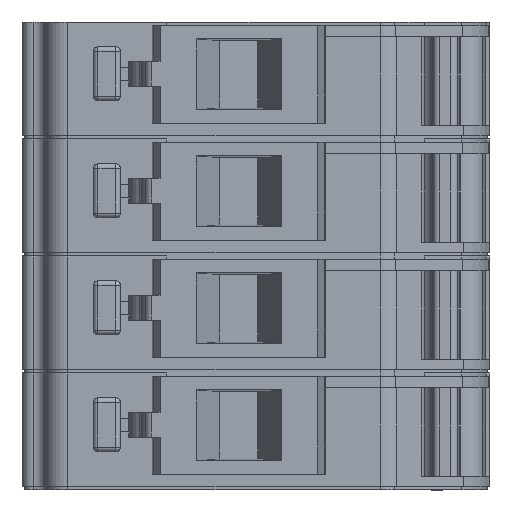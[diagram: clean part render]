
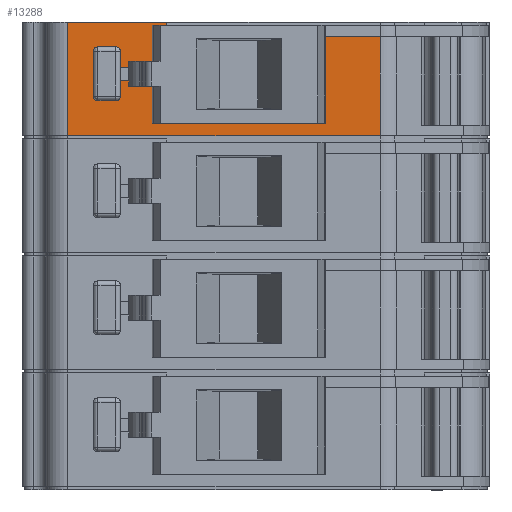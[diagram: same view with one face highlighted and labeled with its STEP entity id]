
A CAD part, front view. The second image highlights one B-rep face of the part: STEP entity #13288.
In plain terms, the highlighted planar face has unit normal (0, -1, 0).
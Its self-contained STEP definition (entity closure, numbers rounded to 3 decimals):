
#944 = CARTESIAN_POINT ( 'NONE',  ( -46.522, 13.714, 14.487 ) ) ;
#996 = DIRECTION ( 'NONE',  ( 1., 0., 0. ) ) ;
#1349 = VECTOR ( 'NONE', #35072, 1000. ) ;
#1717 = EDGE_CURVE ( 'NONE', #7472, #29744, #15586, .T. ) ;
#1973 = CARTESIAN_POINT ( 'NONE',  ( -45.872, 13.714, 14.537 ) ) ;
#1981 = LINE ( 'NONE', #12388, #24549 ) ;
#2180 = ORIENTED_EDGE ( 'NONE', *, *, #30155, .F. ) ;
#2685 = CARTESIAN_POINT ( 'NONE',  ( -36.379, 13.714, 12.937 ) ) ;
#2769 = VERTEX_POINT ( 'NONE', #11803 ) ;
#3177 = VERTEX_POINT ( 'NONE', #20000 ) ;
#3192 = CARTESIAN_POINT ( 'NONE',  ( -38.822, 13.714, 10.037 ) ) ;
#3702 = EDGE_CURVE ( 'NONE', #29744, #9956, #8089, .T. ) ;
#4758 = LINE ( 'NONE', #7184, #24545 ) ;
#5047 = LINE ( 'NONE', #2685, #25300 ) ;
#5061 = LINE ( 'NONE', #26625, #1349 ) ;
#5126 = VERTEX_POINT ( 'NONE', #28800 ) ;
#6153 = ORIENTED_EDGE ( 'NONE', *, *, #15174, .F. ) ;
#6600 = CARTESIAN_POINT ( 'NONE',  ( -36.379, 13.714, 9.487 ) ) ;
#6700 = EDGE_CURVE ( 'NONE', #13352, #3177, #32227, .T. ) ;
#6917 = CARTESIAN_POINT ( 'NONE',  ( -48.234, 13.714, 11.537 ) ) ;
#7071 = VERTEX_POINT ( 'NONE', #17958 ) ;
#7184 = CARTESIAN_POINT ( 'NONE',  ( -45.872, 13.714, 9.337 ) ) ;
#7472 = VERTEX_POINT ( 'NONE', #3192 ) ;
#7870 = EDGE_LOOP ( 'NONE', ( #17817, #28601, #2180, #16174 ) ) ;
#8035 = FACE_OUTER_BOUND ( 'NONE', #27032, .T. ) ;
#8089 = LINE ( 'NONE', #35886, #32881 ) ;
#8248 = VECTOR ( 'NONE', #15414, 1000. ) ;
#8315 = CARTESIAN_POINT ( 'NONE',  ( -33.229, 13.714, 14.537 ) ) ;
#9247 = EDGE_CURVE ( 'NONE', #19012, #20571, #4758, .T. ) ;
#9946 = CARTESIAN_POINT ( 'NONE',  ( -38.822, 13.714, 13.887 ) ) ;
#9956 = VERTEX_POINT ( 'NONE', #32413 ) ;
#9957 = CARTESIAN_POINT ( 'NONE',  ( -36.379, 13.714, 9.487 ) ) ;
#10141 = EDGE_CURVE ( 'NONE', #26980, #7472, #13504, .T. ) ;
#10468 = DIRECTION ( 'NONE',  ( -1., 0., 0. ) ) ;
#10622 = VECTOR ( 'NONE', #10468, 1000. ) ;
#10696 = ORIENTED_EDGE ( 'NONE', *, *, #37427, .F. ) ;
#10797 = VERTEX_POINT ( 'NONE', #33495 ) ;
#10987 = EDGE_CURVE ( 'NONE', #32585, #19012, #26290, .T. ) ;
#11386 = CARTESIAN_POINT ( 'NONE',  ( -50.276, 13.714, 14.487 ) ) ;
#11610 = VECTOR ( 'NONE', #996, 1000. ) ;
#11787 = EDGE_CURVE ( 'NONE', #7071, #26980, #13835, .T. ) ;
#11803 = CARTESIAN_POINT ( 'NONE',  ( -48.834, 13.714, 12.937 ) ) ;
#12388 = CARTESIAN_POINT ( 'NONE',  ( -36.379, 13.714, 14.487 ) ) ;
#12659 = LINE ( 'NONE', #14781, #21407 ) ;
#13288 = ADVANCED_FACE ( 'NONE', ( #8035, #24594 ), #27068, .F. ) ;
#13352 = VERTEX_POINT ( 'NONE', #6600 ) ;
#13504 = LINE ( 'NONE', #36312, #11610 ) ;
#13651 = CARTESIAN_POINT ( 'NONE',  ( -45.872, 13.714, 14.387 ) ) ;
#13835 = LINE ( 'NONE', #944, #33582 ) ;
#13989 = CARTESIAN_POINT ( 'NONE',  ( -36.379, 13.714, 11.537 ) ) ;
#14489 = ORIENTED_EDGE ( 'NONE', *, *, #34105, .F. ) ;
#14781 = CARTESIAN_POINT ( 'NONE',  ( -48.834, 13.714, 14.487 ) ) ;
#14815 = CARTESIAN_POINT ( 'NONE',  ( -46.522, 13.714, 10.037 ) ) ;
#15174 = EDGE_CURVE ( 'NONE', #3177, #32585, #30865, .T. ) ;
#15414 = DIRECTION ( 'NONE',  ( -1., 0., 0. ) ) ;
#15433 = DIRECTION ( 'NONE',  ( 1., 0., 0. ) ) ;
#15586 = LINE ( 'NONE', #25302, #33076 ) ;
#16174 = ORIENTED_EDGE ( 'NONE', *, *, #27503, .F. ) ;
#17097 = DIRECTION ( 'NONE',  ( -1., 0., 0. ) ) ;
#17381 = DIRECTION ( 'NONE',  ( 0., 0., 1. ) ) ;
#17656 = ORIENTED_EDGE ( 'NONE', *, *, #10141, .F. ) ;
#17817 = ORIENTED_EDGE ( 'NONE', *, *, #33734, .F. ) ;
#17929 = DIRECTION ( 'NONE',  ( 0., 1., 0. ) ) ;
#17958 = CARTESIAN_POINT ( 'NONE',  ( -46.522, 13.714, 14.387 ) ) ;
#18524 = VERTEX_POINT ( 'NONE', #6917 ) ;
#19012 = VERTEX_POINT ( 'NONE', #1973 ) ;
#19966 = ORIENTED_EDGE ( 'NONE', *, *, #3702, .F. ) ;
#20000 = CARTESIAN_POINT ( 'NONE',  ( -50.276, 13.714, 9.487 ) ) ;
#20571 = VERTEX_POINT ( 'NONE', #13651 ) ;
#21323 = DIRECTION ( 'NONE',  ( 1., 0., 0. ) ) ;
#21391 = ORIENTED_EDGE ( 'NONE', *, *, #10987, .F. ) ;
#21407 = VECTOR ( 'NONE', #35305, 1000. ) ;
#21418 = CARTESIAN_POINT ( 'NONE',  ( -36.379, 13.714, 14.487 ) ) ;
#21598 = AXIS2_PLACEMENT_3D ( 'NONE', #21418, #17929, #26804 ) ;
#23669 = ORIENTED_EDGE ( 'NONE', *, *, #1717, .F. ) ;
#24545 = VECTOR ( 'NONE', #33662, 1000. ) ;
#24549 = VECTOR ( 'NONE', #35819, 1000. ) ;
#24594 = FACE_BOUND ( 'NONE', #7870, .T. ) ;
#24639 = DIRECTION ( 'NONE',  ( 0., 0., -1. ) ) ;
#25300 = VECTOR ( 'NONE', #17097, 1000. ) ;
#25302 = CARTESIAN_POINT ( 'NONE',  ( -38.822, 13.714, 14.487 ) ) ;
#25847 = VECTOR ( 'NONE', #28643, 1000. ) ;
#26290 = LINE ( 'NONE', #8315, #25847 ) ;
#26394 = VECTOR ( 'NONE', #15433, 1000. ) ;
#26467 = CARTESIAN_POINT ( 'NONE',  ( -50.276, 13.714, 14.537 ) ) ;
#26625 = CARTESIAN_POINT ( 'NONE',  ( -48.234, 13.714, 14.487 ) ) ;
#26804 = DIRECTION ( 'NONE',  ( -1., 0., 0. ) ) ;
#26873 = ORIENTED_EDGE ( 'NONE', *, *, #6700, .F. ) ;
#26980 = VERTEX_POINT ( 'NONE', #14815 ) ;
#27032 = EDGE_LOOP ( 'NONE', ( #35549, #14489, #34149, #21391, #6153, #26873, #10696, #19966, #23669, #17656 ) ) ;
#27068 = PLANE ( 'NONE',  #21598 ) ;
#27503 = EDGE_CURVE ( 'NONE', #5126, #2769, #5047, .T. ) ;
#28013 = LINE ( 'NONE', #35425, #8248 ) ;
#28601 = ORIENTED_EDGE ( 'NONE', *, *, #37404, .F. ) ;
#28643 = DIRECTION ( 'NONE',  ( 1., 0., 0. ) ) ;
#28800 = CARTESIAN_POINT ( 'NONE',  ( -48.234, 13.714, 12.937 ) ) ;
#29744 = VERTEX_POINT ( 'NONE', #9946 ) ;
#30155 = EDGE_CURVE ( 'NONE', #2769, #10797, #12659, .T. ) ;
#30865 = LINE ( 'NONE', #11386, #33140 ) ;
#31457 = LINE ( 'NONE', #13989, #26394 ) ;
#32227 = LINE ( 'NONE', #9957, #10622 ) ;
#32413 = CARTESIAN_POINT ( 'NONE',  ( -36.379, 13.714, 13.887 ) ) ;
#32585 = VERTEX_POINT ( 'NONE', #26467 ) ;
#32881 = VECTOR ( 'NONE', #21323, 1000. ) ;
#33076 = VECTOR ( 'NONE', #37174, 1000. ) ;
#33140 = VECTOR ( 'NONE', #17381, 1000. ) ;
#33495 = CARTESIAN_POINT ( 'NONE',  ( -48.834, 13.714, 11.537 ) ) ;
#33582 = VECTOR ( 'NONE', #24639, 1000. ) ;
#33662 = DIRECTION ( 'NONE',  ( 0., 0., -1. ) ) ;
#33734 = EDGE_CURVE ( 'NONE', #18524, #5126, #5061, .T. ) ;
#34105 = EDGE_CURVE ( 'NONE', #20571, #7071, #28013, .T. ) ;
#34149 = ORIENTED_EDGE ( 'NONE', *, *, #9247, .F. ) ;
#35072 = DIRECTION ( 'NONE',  ( 0., 0., 1. ) ) ;
#35305 = DIRECTION ( 'NONE',  ( 0., 0., -1. ) ) ;
#35425 = CARTESIAN_POINT ( 'NONE',  ( -36.379, 13.714, 14.387 ) ) ;
#35549 = ORIENTED_EDGE ( 'NONE', *, *, #11787, .F. ) ;
#35819 = DIRECTION ( 'NONE',  ( 0., 0., -1. ) ) ;
#35886 = CARTESIAN_POINT ( 'NONE',  ( -36.379, 13.714, 13.887 ) ) ;
#36312 = CARTESIAN_POINT ( 'NONE',  ( -36.379, 13.714, 10.037 ) ) ;
#37174 = DIRECTION ( 'NONE',  ( 0., 0., 1. ) ) ;
#37404 = EDGE_CURVE ( 'NONE', #10797, #18524, #31457, .T. ) ;
#37427 = EDGE_CURVE ( 'NONE', #9956, #13352, #1981, .T. ) ;
